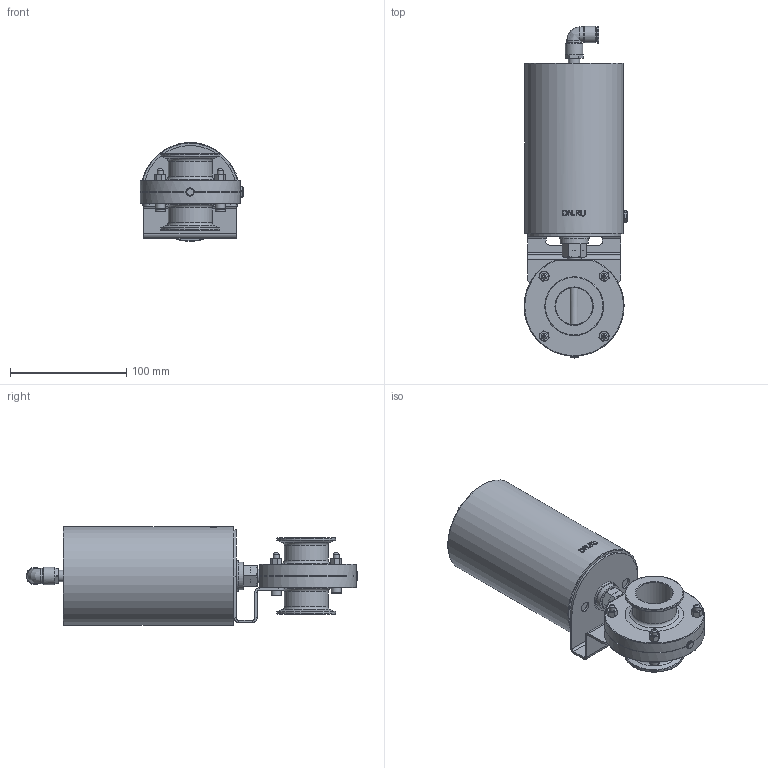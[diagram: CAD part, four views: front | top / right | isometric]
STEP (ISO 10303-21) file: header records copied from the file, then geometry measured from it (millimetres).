
FILE_DESCRIPTION(/* description */ (''),/* implementation_level */ '2;1');
FILE_NAME(/* name */ 'DN32_3D_STEP.stp',/* time_stamp */ '2025-12-25T15:07:57+03:00',/* author */ ('igorr'),/* organization */ (''),/* preprocessor_version */ 'ST-DEVELOPER v20',/* originating_system */ 'Autodesk Inventor 2025',/* authorisation */ '');
FILE_SCHEMA (('AUTOMOTIVE_DESIGN { 1 0 10303 214 3 1 1 }'));
Length unit declared in the file: millimetre
Products named in the file (8): Сборка1; Деталь1; Деталь; Деталь2; ANSI B18.2.4.2M - M12x1,75; ANSI B18.2.4.2M - M5x0,8; AS 1421 - M5 x 10 засверленный 
конец; AS 1420 - 1973 - M5 x 10
Assembly tree (16 placements, depth 2):
  Сборка1
    Деталь1
    Деталь
    Деталь2
    ANSI B18.2.4.2M - M12x1,75
    AS 1420 - 1973 - M5 x 10  x4
    ANSI B18.2.4.2M - M5x0,8  x4
    AS 1421 - M5 x 10 засверленный 
конец  x4
Bounding box: 89.25 x 285.68 x 85 mm (x, y, z)
Volume: 986564.5 mm3; surface area: 126524.7 mm2
Topology: 16 solids, 16 shells, 525 faces, 1237 edges, 765 vertices
Faces by surface type: plane 255, cylinder 107, cone 99, torus 36, bspline 26, sphere 2
Full cylindrical faces by diameter (mm): 4.134 x4, 5 x16, 5.896 x1, 7 x1, 7.534 x1, 8.5 x4, 8.533 x2, 9 x2, 9.73 x1, 10 x1, 10.106 x1, 10.198 x1, 11.437 x1, 12 x1, 13 x2, 14 x2, 14.678 x1, 15 x1, 18 x1, 20 x2, 24 x1, 26 x1, 32 x2, 37.757 x2, 50.5 x4, 76 x1, 82 x1, 85 x1
Entity records: 12273 total; most frequent: CARTESIAN_POINT 3317, DIRECTION 1795, ORIENTED_EDGE 1714, EDGE_CURVE 857, AXIS2_PLACEMENT_3D 718, VERTEX_POINT 540, EDGE_LOOP 415, LINE 359
